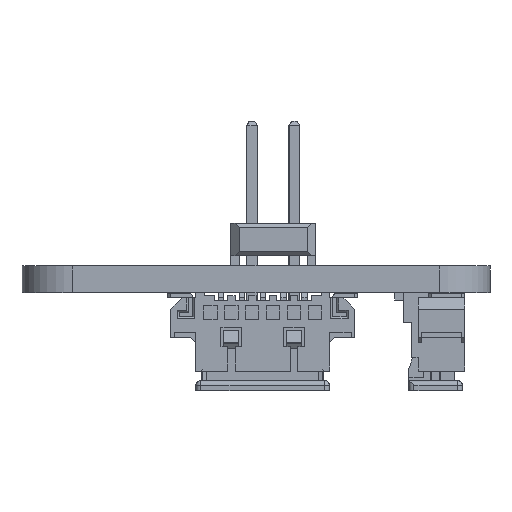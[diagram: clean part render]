
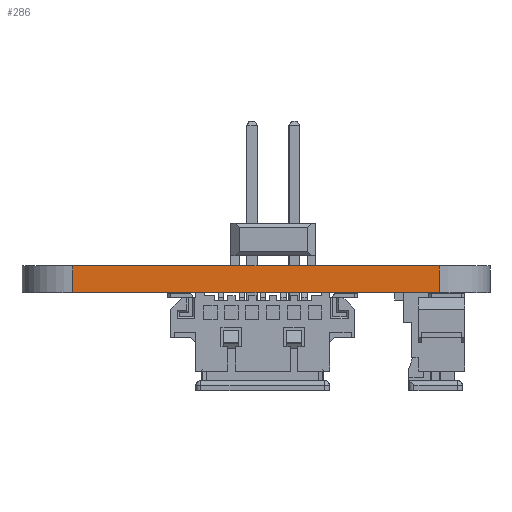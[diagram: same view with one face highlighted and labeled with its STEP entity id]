
A CAD part, left-side view. The second image highlights one B-rep face of the part: STEP entity #286.
In plain terms, the highlighted planar face has unit normal (-1, 0, 0).
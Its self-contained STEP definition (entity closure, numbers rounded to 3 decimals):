
#56 = EDGE_CURVE('',#57,#59,#61,.T.);
#57 = VERTEX_POINT('',#58);
#58 = CARTESIAN_POINT('',(0.,3.048,-1.591)
  );
#59 = VERTEX_POINT('',#60);
#60 = CARTESIAN_POINT('',(0.,3.048,0.));
#61 = LINE('',#62,#63);
#62 = CARTESIAN_POINT('',(0.,3.048,-1.591)
  );
#63 = VECTOR('',#64,1.);
#64 = DIRECTION('',(0.,0.,1.));
#259 = VERTEX_POINT('',#260);
#260 = CARTESIAN_POINT('',(0.,24.952,0.)
  );
#267 = EDGE_CURVE('',#268,#259,#270,.T.);
#268 = VERTEX_POINT('',#269);
#269 = CARTESIAN_POINT('',(0.,24.952,
    -1.591));
#270 = LINE('',#271,#272);
#271 = CARTESIAN_POINT('',(0.,24.952,
    -1.591));
#272 = VECTOR('',#273,1.);
#273 = DIRECTION('',(0.,0.,1.));
#286 = ADVANCED_FACE('',(#287),#303,.F.);
#287 = FACE_BOUND('',#288,.F.);
#288 = EDGE_LOOP('',(#289,#290,#296,#297));
#289 = ORIENTED_EDGE('',*,*,#267,.T.);
#290 = ORIENTED_EDGE('',*,*,#291,.T.);
#291 = EDGE_CURVE('',#259,#59,#292,.T.);
#292 = LINE('',#293,#294);
#293 = CARTESIAN_POINT('',(0.,24.952,0.));
#294 = VECTOR('',#295,1.);
#295 = DIRECTION('',(0.,-1.,0.));
#296 = ORIENTED_EDGE('',*,*,#56,.F.);
#297 = ORIENTED_EDGE('',*,*,#298,.F.);
#298 = EDGE_CURVE('',#268,#57,#299,.T.);
#299 = LINE('',#300,#301);
#300 = CARTESIAN_POINT('',(0.,24.952,-1.591));
#301 = VECTOR('',#302,1.);
#302 = DIRECTION('',(0.,-1.,0.));
#303 = PLANE('',#304);
#304 = AXIS2_PLACEMENT_3D('',#305,#306,#307);
#305 = CARTESIAN_POINT('',(0.,24.952,-1.591));
#306 = DIRECTION('',(1.,0.,0.));
#307 = DIRECTION('',(0.,-1.,0.));
